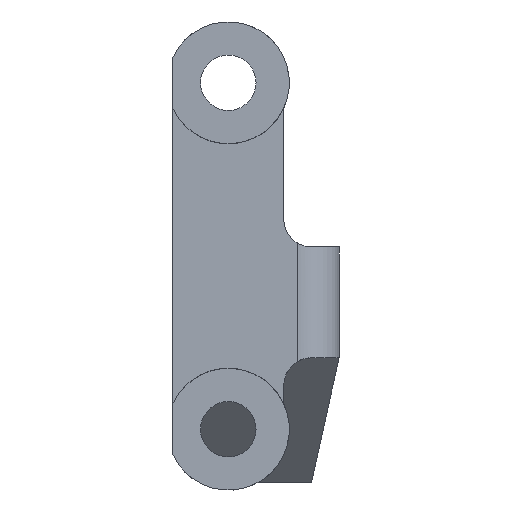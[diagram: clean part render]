
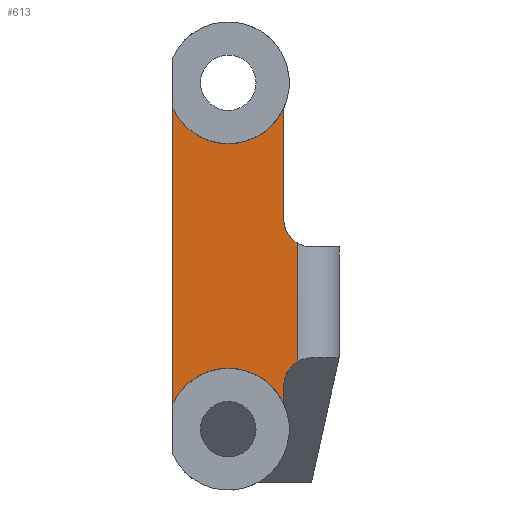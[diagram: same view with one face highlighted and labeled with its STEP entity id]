
A CAD part, left-side view. The second image highlights one B-rep face of the part: STEP entity #613.
In plain terms, the highlighted planar face has unit normal (-1, 0, 0).
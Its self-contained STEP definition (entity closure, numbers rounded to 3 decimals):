
#109=CARTESIAN_POINT('',(-14.55,6.5,6.84));
#110=VERTEX_POINT('',#109);
#145=CARTESIAN_POINT('',(-14.55,2.5,6.84));
#146=VERTEX_POINT('',#145);
#153=CARTESIAN_POINT('',(-14.55,4.5,5.923));
#154=DIRECTION('',(1.0,0.0,0.0));
#155=DIRECTION('',(0.0,0.0,-1.0));
#156=AXIS2_PLACEMENT_3D('',#153,#154,#155);
#157=CIRCLE('',#156,2.2);
#158=EDGE_CURVE('',#110,#146,#157,.T.);
#209=CARTESIAN_POINT('',(-14.55,6.5,17.507));
#210=VERTEX_POINT('',#209);
#211=CARTESIAN_POINT('',(-14.55,6.5,6.84));
#212=DIRECTION('',(0.0,0.0,1.0));
#213=VECTOR('',#212,10.667);
#214=LINE('',#211,#213);
#215=EDGE_CURVE('',#110,#210,#214,.T.);
#264=CARTESIAN_POINT('',(-14.55,2.5,17.507));
#265=VERTEX_POINT('',#264);
#266=CARTESIAN_POINT('',(-14.55,4.5,18.423));
#267=DIRECTION('',(1.0,0.0,0.0));
#268=DIRECTION('',(0.0,0.0,-1.0));
#269=AXIS2_PLACEMENT_3D('',#266,#267,#268);
#270=CIRCLE('',#269,2.2);
#271=EDGE_CURVE('',#265,#210,#270,.T.);
#359=CARTESIAN_POINT('',(-14.55,2.5,13.5));
#360=VERTEX_POINT('',#359);
#376=CARTESIAN_POINT('',(-14.55,2.5,17.507));
#377=DIRECTION('',(0.0,0.0,-1.0));
#378=VECTOR('',#377,4.007);
#379=LINE('',#376,#378);
#380=EDGE_CURVE('',#265,#360,#379,.T.);
#462=CARTESIAN_POINT('',(-14.55,2.5,7.5));
#463=VERTEX_POINT('',#462);
#470=CARTESIAN_POINT('',(-14.55,2.5,7.5));
#471=DIRECTION('',(0.0,0.0,-1.0));
#472=VECTOR('',#471,0.66);
#473=LINE('',#470,#472);
#474=EDGE_CURVE('',#463,#146,#473,.T.);
#554=CARTESIAN_POINT('',(-14.55,2.,8.366));
#555=VERTEX_POINT('',#554);
#567=CARTESIAN_POINT('',(-14.55,1.5,7.5));
#568=DIRECTION('',(1.,0.0,0.0));
#569=DIRECTION('',(0.0,0.707,0.707));
#570=AXIS2_PLACEMENT_3D('',#567,#568,#569);
#571=CIRCLE('',#570,1.0);
#572=EDGE_CURVE('',#463,#555,#571,.T.);
#585=CARTESIAN_POINT('',(-14.55,2.5,18.423));
#586=DIRECTION('',(1.0,0.0,0.0));
#587=DIRECTION('',(0.0,0.0,-1.0));
#588=AXIS2_PLACEMENT_3D('',#585,#586,#587);
#589=PLANE('',#588);
#590=CARTESIAN_POINT('',(-14.55,2.,12.634));
#591=VERTEX_POINT('',#590);
#592=CARTESIAN_POINT('',(-14.55,2.,8.366));
#593=DIRECTION('',(0.0,0.0,1.0));
#594=VECTOR('',#593,4.268);
#595=LINE('',#592,#594);
#596=EDGE_CURVE('',#555,#591,#595,.T.);
#597=ORIENTED_EDGE('',*,*,#596,.T.);
#598=CARTESIAN_POINT('',(-14.55,1.5,13.5));
#599=DIRECTION('',(1.0,0.0,0.0));
#600=DIRECTION('',(0.0,0.707,-0.707));
#601=AXIS2_PLACEMENT_3D('',#598,#599,#600);
#602=CIRCLE('',#601,1.);
#603=EDGE_CURVE('',#591,#360,#602,.T.);
#604=ORIENTED_EDGE('',*,*,#603,.T.);
#605=ORIENTED_EDGE('',*,*,#380,.F.);
#606=ORIENTED_EDGE('',*,*,#271,.T.);
#607=ORIENTED_EDGE('',*,*,#215,.F.);
#608=ORIENTED_EDGE('',*,*,#158,.T.);
#609=ORIENTED_EDGE('',*,*,#474,.F.);
#610=ORIENTED_EDGE('',*,*,#572,.T.);
#611=EDGE_LOOP('',(#597,#604,#605,#606,#607,#608,#609,#610));
#612=FACE_OUTER_BOUND('',#611,.T.);
#613=ADVANCED_FACE('',(#612),#589,.F.);
